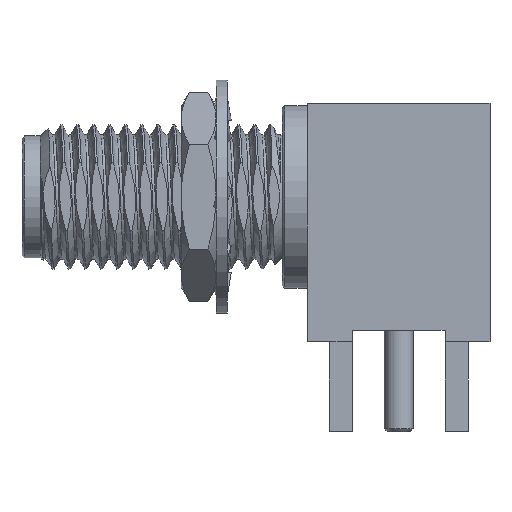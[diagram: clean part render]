
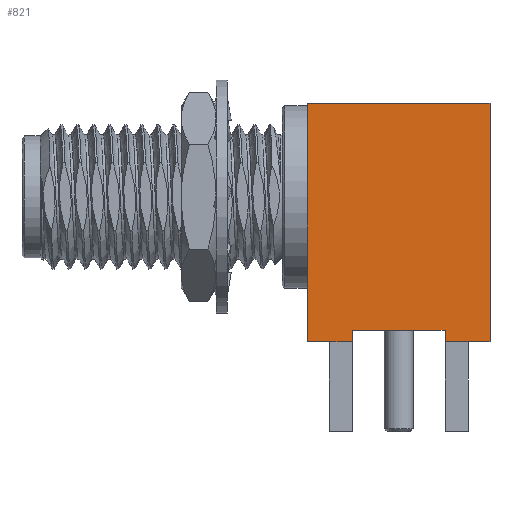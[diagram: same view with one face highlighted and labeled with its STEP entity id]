
A CAD part, front view. The second image highlights one B-rep face of the part: STEP entity #821.
In plain terms, the highlighted planar face has unit normal (0, -1, 0).
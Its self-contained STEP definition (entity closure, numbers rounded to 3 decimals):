
#24 = VERTEX_POINT('',#25);
#25 = CARTESIAN_POINT('',(4.,-3.991,10.44));
#31 = EDGE_CURVE('',#24,#32,#34,.T.);
#32 = VERTEX_POINT('',#33);
#33 = CARTESIAN_POINT('',(-4.,-3.991,10.44));
#34 = LINE('',#35,#36);
#35 = CARTESIAN_POINT('',(4.,-3.991,10.44));
#36 = VECTOR('',#37,1.);
#37 = DIRECTION('',(-1.,0.,0.));
#80 = VERTEX_POINT('',#81);
#81 = CARTESIAN_POINT('',(4.,-3.991,0.));
#87 = EDGE_CURVE('',#24,#80,#88,.T.);
#88 = LINE('',#89,#90);
#89 = CARTESIAN_POINT('',(4.,-3.991,10.44));
#90 = VECTOR('',#91,1.);
#91 = DIRECTION('',(0.,0.,-1.));
#182 = VERTEX_POINT('',#183);
#183 = CARTESIAN_POINT('',(-2.03,-3.991,0.5));
#189 = EDGE_CURVE('',#190,#182,#192,.T.);
#190 = VERTEX_POINT('',#191);
#191 = CARTESIAN_POINT('',(2.03,-3.991,0.5));
#192 = LINE('',#193,#194);
#193 = CARTESIAN_POINT('',(2.03,-3.991,0.5));
#194 = VECTOR('',#195,1.);
#195 = DIRECTION('',(-1.,0.,0.));
#449 = VERTEX_POINT('',#450);
#450 = CARTESIAN_POINT('',(-4.,-3.991,6.341));
#466 = EDGE_CURVE('',#32,#449,#467,.T.);
#467 = LINE('',#468,#469);
#468 = CARTESIAN_POINT('',(-4.,-3.991,10.44));
#469 = VECTOR('',#470,1.);
#470 = DIRECTION('',(0.,0.,-1.));
#643 = EDGE_CURVE('',#449,#644,#646,.T.);
#644 = VERTEX_POINT('',#645);
#645 = CARTESIAN_POINT('',(-4.,-3.991,0.));
#646 = LINE('',#647,#648);
#647 = CARTESIAN_POINT('',(-4.,-3.991,6.341));
#648 = VECTOR('',#649,1.);
#649 = DIRECTION('',(0.,0.,-1.));
#821 = ADVANCED_FACE('',(#822),#857,.T.);
#822 = FACE_BOUND('',#823,.F.);
#823 = EDGE_LOOP('',(#824,#825,#833,#839,#840,#841,#842,#843,#851));
#824 = ORIENTED_EDGE('',*,*,#189,.T.);
#825 = ORIENTED_EDGE('',*,*,#826,.F.);
#826 = EDGE_CURVE('',#827,#182,#829,.T.);
#827 = VERTEX_POINT('',#828);
#828 = CARTESIAN_POINT('',(-2.03,-3.991,0.));
#829 = LINE('',#830,#831);
#830 = CARTESIAN_POINT('',(-2.03,-3.991,0.));
#831 = VECTOR('',#832,1.);
#832 = DIRECTION('',(0.,0.,1.));
#833 = ORIENTED_EDGE('',*,*,#834,.T.);
#834 = EDGE_CURVE('',#827,#644,#835,.T.);
#835 = LINE('',#836,#837);
#836 = CARTESIAN_POINT('',(-2.03,-3.991,0.));
#837 = VECTOR('',#838,1.);
#838 = DIRECTION('',(-1.,0.,0.));
#839 = ORIENTED_EDGE('',*,*,#643,.F.);
#840 = ORIENTED_EDGE('',*,*,#466,.F.);
#841 = ORIENTED_EDGE('',*,*,#31,.F.);
#842 = ORIENTED_EDGE('',*,*,#87,.T.);
#843 = ORIENTED_EDGE('',*,*,#844,.T.);
#844 = EDGE_CURVE('',#80,#845,#847,.T.);
#845 = VERTEX_POINT('',#846);
#846 = CARTESIAN_POINT('',(2.03,-3.991,0.));
#847 = LINE('',#848,#849);
#848 = CARTESIAN_POINT('',(4.,-3.991,0.));
#849 = VECTOR('',#850,1.);
#850 = DIRECTION('',(-1.,0.,0.));
#851 = ORIENTED_EDGE('',*,*,#852,.T.);
#852 = EDGE_CURVE('',#845,#190,#853,.T.);
#853 = LINE('',#854,#855);
#854 = CARTESIAN_POINT('',(2.03,-3.991,0.));
#855 = VECTOR('',#856,1.);
#856 = DIRECTION('',(0.,0.,1.));
#857 = PLANE('',#858);
#858 = AXIS2_PLACEMENT_3D('',#859,#860,#861);
#859 = CARTESIAN_POINT('',(4.,-3.991,10.44));
#860 = DIRECTION('',(0.,-1.,0.));
#861 = DIRECTION('',(-1.,0.,0.));
